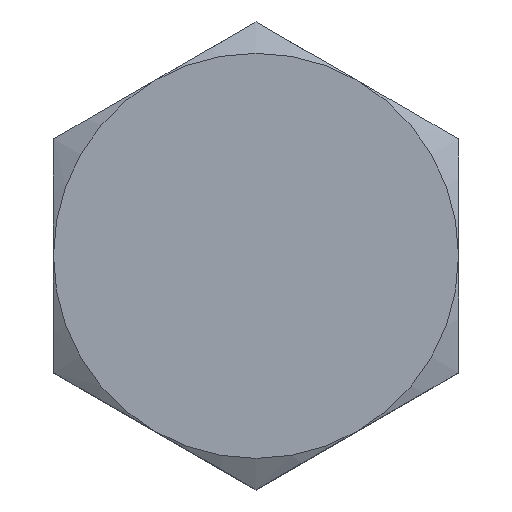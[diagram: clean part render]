
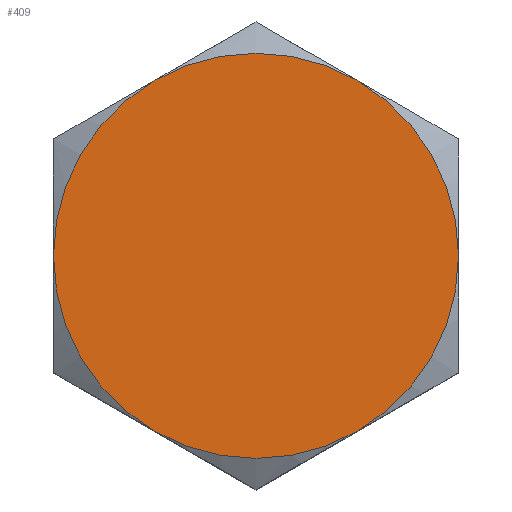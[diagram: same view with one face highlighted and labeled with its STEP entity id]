
A CAD part, top view. The second image highlights one B-rep face of the part: STEP entity #409.
In plain terms, the highlighted planar face has unit normal (0, 0, 1).
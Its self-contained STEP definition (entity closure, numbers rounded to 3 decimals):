
#92=CARTESIAN_POINT('',(0.,0.,18.8));
#93=DIRECTION('',(0.,0.,1.));
#94=DIRECTION('',(0.5,0.866,0.));
#95=AXIS2_PLACEMENT_3D('',#92,#93,#94);
#97=CARTESIAN_POINT('',(0.,0.,18.8));
#98=DIRECTION('',(0.,0.,1.));
#99=DIRECTION('',(-1.,0.,0.));
#100=AXIS2_PLACEMENT_3D('',#97,#98,#99);
#102=CARTESIAN_POINT('',(0.,0.,18.8));
#103=DIRECTION('',(0.,0.,1.));
#104=DIRECTION('',(-0.5,0.866,0.));
#105=AXIS2_PLACEMENT_3D('',#102,#103,#104);
#107=CARTESIAN_POINT('',(0.,0.,18.8));
#108=DIRECTION('',(0.,0.,1.));
#109=DIRECTION('',(1.,0.,0.));
#110=AXIS2_PLACEMENT_3D('',#107,#108,#109);
#112=CARTESIAN_POINT('',(0.,0.,18.8));
#113=DIRECTION('',(0.,0.,1.));
#114=DIRECTION('',(0.5,-0.866,0.));
#115=AXIS2_PLACEMENT_3D('',#112,#113,#114);
#117=CARTESIAN_POINT('',(0.,0.,18.8));
#118=DIRECTION('',(0.,0.,1.));
#119=DIRECTION('',(-0.5,-0.866,0.));
#120=AXIS2_PLACEMENT_3D('',#117,#118,#119);
#251=CARTESIAN_POINT('',(1.75,-3.031,18.8));
#252=CARTESIAN_POINT('',(3.5,0.,18.8));
#253=VERTEX_POINT('',#251);
#254=VERTEX_POINT('',#252);
#255=CARTESIAN_POINT('',(1.75,3.031,18.8));
#256=VERTEX_POINT('',#255);
#257=CARTESIAN_POINT('',(-1.75,3.031,18.8));
#258=CARTESIAN_POINT('',(-3.5,0.,18.8));
#259=VERTEX_POINT('',#257);
#260=VERTEX_POINT('',#258);
#261=CARTESIAN_POINT('',(-1.75,-3.031,18.8));
#262=VERTEX_POINT('',#261);
#391=CARTESIAN_POINT('',(0.,0.,18.8));
#392=DIRECTION('',(0.,0.,1.));
#393=DIRECTION('',(1.,0.,0.));
#394=AXIS2_PLACEMENT_3D('',#391,#392,#393);
#395=PLANE('',#394);
#397=ORIENTED_EDGE('',*,*,#396,.F.);
#399=ORIENTED_EDGE('',*,*,#398,.F.);
#401=ORIENTED_EDGE('',*,*,#400,.F.);
#402=ORIENTED_EDGE('',*,*,#383,.F.);
#404=ORIENTED_EDGE('',*,*,#403,.F.);
#406=ORIENTED_EDGE('',*,*,#405,.F.);
#407=EDGE_LOOP('',(#397,#399,#401,#402,#404,#406));
#408=FACE_OUTER_BOUND('',#407,.F.);
#409=ADVANCED_FACE('',(#408),#395,.T.);
#96=CIRCLE('',#95,3.5);
#101=CIRCLE('',#100,3.5);
#106=CIRCLE('',#105,3.5);
#111=CIRCLE('',#110,3.5);
#116=CIRCLE('',#115,3.5);
#121=CIRCLE('',#120,3.5);
#383=EDGE_CURVE('',#256,#259,#96,.T.);
#396=EDGE_CURVE('',#262,#253,#121,.T.);
#398=EDGE_CURVE('',#260,#262,#101,.T.);
#400=EDGE_CURVE('',#259,#260,#106,.T.);
#403=EDGE_CURVE('',#254,#256,#111,.T.);
#405=EDGE_CURVE('',#253,#254,#116,.T.);
